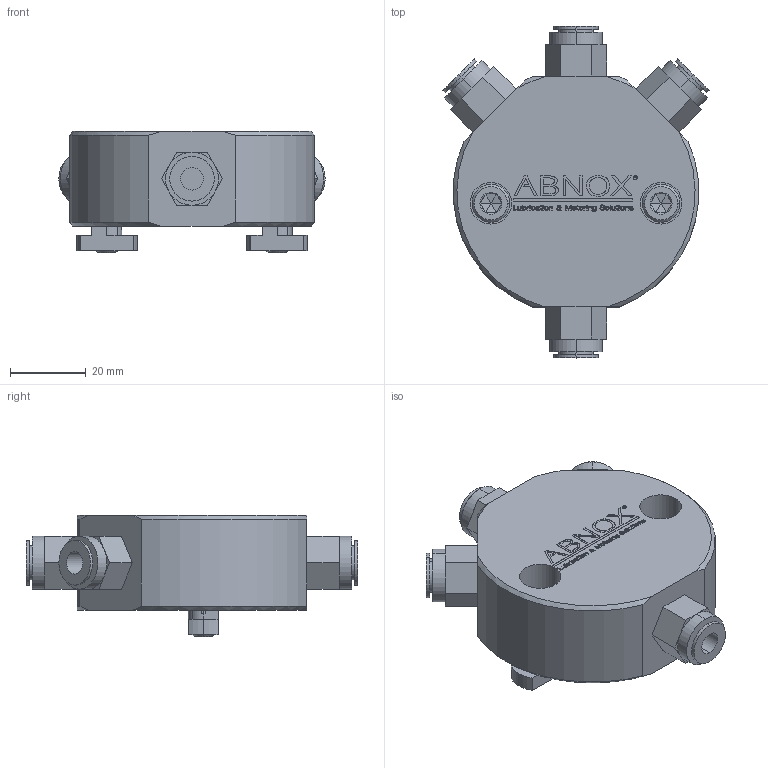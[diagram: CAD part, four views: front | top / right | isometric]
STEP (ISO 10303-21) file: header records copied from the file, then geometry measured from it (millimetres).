
FILE_DESCRIPTION((''),'2;1');
FILE_NAME('002-83264_ASM','2025-11-19T15:10:37',('matthias.frey'),(''),'CREO PARAMETRIC BY PTC INC, 2025323','CREO PARAMETRIC BY PTC INC, 2025323','');
FILE_SCHEMA(('CONFIG_CONTROL_DESIGN'));
Length unit declared in the file: millimetre
Products named in the file (5): 001-70568; 86344-06; D912M6L16-8_8-VERZ; 001-82458; 002-83264_ASM
Assembly tree (9 placements, depth 2):
  002-83264_ASM
    001-70568
    86344-06  x4
    D912M6L16-8_8-VERZ  x2
    001-82458  x2
Bounding box: 70.41 x 87.77 x 32 mm (x, y, z)
Volume: 79667.4 mm3; surface area: 30008.2 mm2
Topology: 9 solids, 19 shells, 691 faces, 1663 edges, 1076 vertices
Faces by surface type: plane 300, extrusion 225, cylinder 118, cone 44, torus 4
Entity records: 17657 total; most frequent: CARTESIAN_POINT 5624, ORIENTED_EDGE 2616, DIRECTION 1874, EDGE_CURVE 1319, VECTOR 892, VERTEX_POINT 865, B_SPLINE_CURVE_WITH_KNOTS 711, LINE 667
